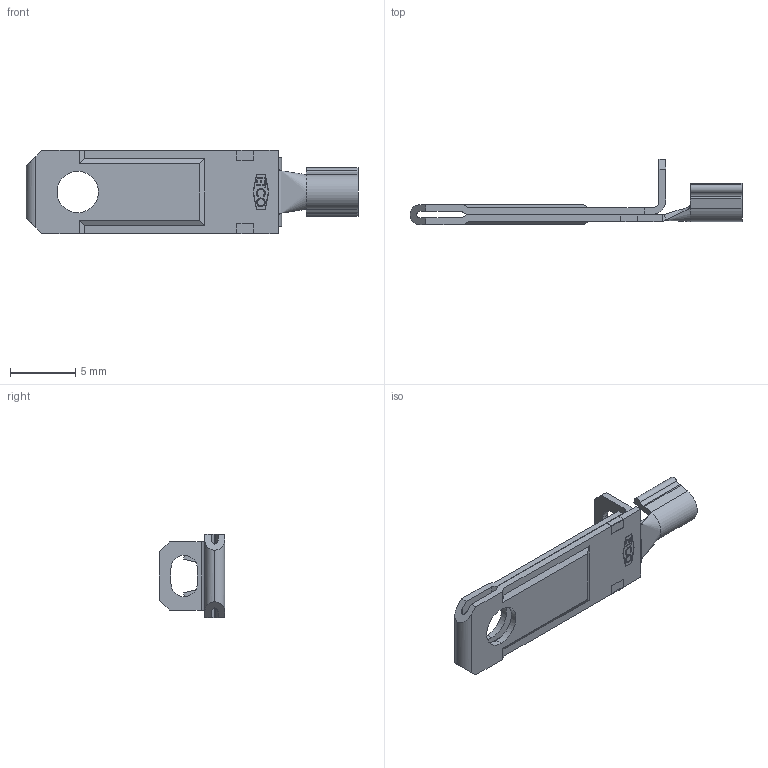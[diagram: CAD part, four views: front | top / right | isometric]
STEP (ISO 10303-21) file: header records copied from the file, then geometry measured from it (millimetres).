
FILE_DESCRIPTION (( 'STEP AP203' ), '1' );
FILE_NAME ('14138.STEP', '2015-02-23T16:03:39', ( '' ), ( '' ), 'SwSTEP 2.0', 'SolidWorks 2014', '' );
FILE_SCHEMA (( 'CONFIG_CONTROL_DESIGN' ));
Length unit declared in the file: inch
Products named in the file (1): 14138
Bounding box: 25.4 x 5 x 6.43 mm (x, y, z)
Volume: 139 mm3; surface area: 626.2 mm2
Topology: 1 solids, 1 shells, 209 faces, 554 edges, 356 vertices
Faces by surface type: plane 147, cylinder 29, bspline 25, cone 8
Entity records: 7797 total; most frequent: CARTESIAN_POINT 2701, ORIENTED_EDGE 1108, DIRECTION 912, EDGE_CURVE 554, LINE 442, VECTOR 442, VERTEX_POINT 356, AXIS2_PLACEMENT_3D 235
